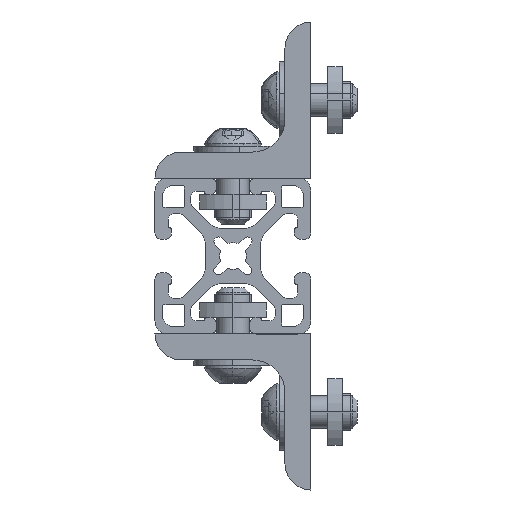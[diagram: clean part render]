
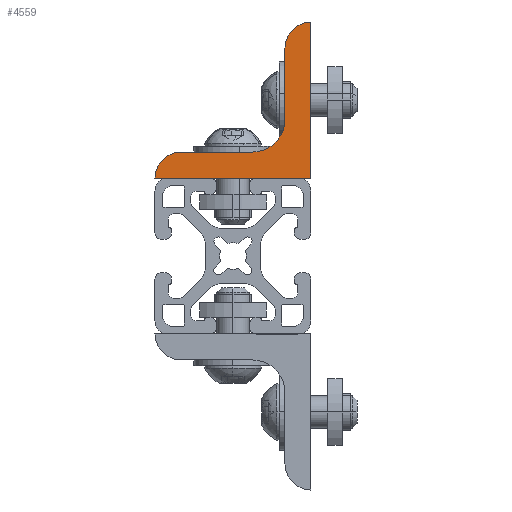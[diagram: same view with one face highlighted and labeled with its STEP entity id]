
A CAD part, left-side view. The second image highlights one B-rep face of the part: STEP entity #4559.
In plain terms, the highlighted face is planar.
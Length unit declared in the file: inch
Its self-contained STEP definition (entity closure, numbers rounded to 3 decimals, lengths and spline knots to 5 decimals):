
#24 = EDGE_CURVE ( 'NONE', #3261, #7689, #6064, .T. ) ;
#184 = EDGE_CURVE ( 'NONE', #3261, #554, #1557, .T. ) ;
#357 = DIRECTION ( 'NONE',  ( 1., 0., 0. ) ) ;
#358 = CARTESIAN_POINT ( 'NONE',  ( 0., 1.25, -0.655 ) ) ;
#462 = PLANE ( 'NONE',  #7319 ) ;
#554 = VERTEX_POINT ( 'NONE', #1499 ) ;
#636 = DIRECTION ( 'NONE',  ( 1., 0., 0. ) ) ;
#685 = ORIENTED_EDGE ( 'NONE', *, *, #6401, .F. ) ;
#722 = AXIS2_PLACEMENT_3D ( 'NONE', #358, #2119, #5367 ) ;
#912 = DIRECTION ( 'NONE',  ( 1., 0., 0. ) ) ;
#1149 = ORIENTED_EDGE ( 'NONE', *, *, #4589, .F. ) ;
#1233 = DIRECTION ( 'NONE',  ( 0., -1., 0. ) ) ;
#1355 = VECTOR ( 'NONE', #636, 39.37008 ) ;
#1499 = CARTESIAN_POINT ( 'NONE',  ( 1.5, 0., -0.655 ) ) ;
#1557 = CIRCLE ( 'NONE', #6226, 0.25 ) ;
#1585 = CIRCLE ( 'NONE', #4394, 0.312 ) ;
#1645 = LINE ( 'NONE', #2228, #7211 ) ;
#1864 = CARTESIAN_POINT ( 'NONE',  ( 1.25, 0.25, -0.655 ) ) ;
#1915 = ORIENTED_EDGE ( 'NONE', *, *, #6024, .F. ) ;
#2119 = DIRECTION ( 'NONE',  ( 0., 0., -1. ) ) ;
#2131 = EDGE_CURVE ( 'NONE', #2815, #8073, #7365, .T. ) ;
#2160 = DIRECTION ( 'NONE',  ( 0., 0., 1. ) ) ;
#2228 = CARTESIAN_POINT ( 'NONE',  ( 0.25, 1.5, -0.655 ) ) ;
#2391 = DIRECTION ( 'NONE',  ( 1., 0., 0. ) ) ;
#2537 = VERTEX_POINT ( 'NONE', #4138 ) ;
#2573 = LINE ( 'NONE', #3792, #1355 ) ;
#2746 = CARTESIAN_POINT ( 'NONE',  ( 0., 0., -0.655 ) ) ;
#2770 = VECTOR ( 'NONE', #1233, 39.37008 ) ;
#2815 = VERTEX_POINT ( 'NONE', #4957 ) ;
#2928 = CARTESIAN_POINT ( 'NONE',  ( 0.562, 0.25, -0.655 ) ) ;
#3163 = EDGE_LOOP ( 'NONE', ( #6816, #4999, #685, #6345, #3809, #1915, #1149 ) ) ;
#3261 = VERTEX_POINT ( 'NONE', #1864 ) ;
#3510 = DIRECTION ( 'NONE',  ( 0., 1., 0. ) ) ;
#3528 = DIRECTION ( 'NONE',  ( 0., 0., -1. ) ) ;
#3607 = CARTESIAN_POINT ( 'NONE',  ( 0.25, 1.25, -0.655 ) ) ;
#3658 = CARTESIAN_POINT ( 'NONE',  ( 0., 0., -0.655 ) ) ;
#3792 = CARTESIAN_POINT ( 'NONE',  ( 1.5, 0., -0.655 ) ) ;
#3809 = ORIENTED_EDGE ( 'NONE', *, *, #8041, .T. ) ;
#4138 = CARTESIAN_POINT ( 'NONE',  ( 0.25, 0.562, -0.655 ) ) ;
#4268 = DIRECTION ( 'NONE',  ( -1., 0., 0. ) ) ;
#4394 = AXIS2_PLACEMENT_3D ( 'NONE', #4646, #4897, #2391 ) ;
#4559 = ADVANCED_FACE ( 'NONE', ( #6177 ), #462, .F. ) ;
#4589 = EDGE_CURVE ( 'NONE', #7689, #2537, #1585, .T. ) ;
#4646 = CARTESIAN_POINT ( 'NONE',  ( 0.562, 0.562, -0.655 ) ) ;
#4755 = VECTOR ( 'NONE', #4268, 39.37008 ) ;
#4897 = DIRECTION ( 'NONE',  ( 0., 0., -1. ) ) ;
#4957 = CARTESIAN_POINT ( 'NONE',  ( 0., 1.5, -0.655 ) ) ;
#4980 = CARTESIAN_POINT ( 'NONE',  ( 0.562, 0.562, -0.655 ) ) ;
#4999 = ORIENTED_EDGE ( 'NONE', *, *, #184, .T. ) ;
#5289 = VERTEX_POINT ( 'NONE', #3607 ) ;
#5367 = DIRECTION ( 'NONE',  ( 1., 0., 0. ) ) ;
#5505 = CIRCLE ( 'NONE', #722, 0.25 ) ;
#6024 = EDGE_CURVE ( 'NONE', #2537, #5289, #1645, .T. ) ;
#6064 = LINE ( 'NONE', #2928, #4755 ) ;
#6177 = FACE_OUTER_BOUND ( 'NONE', #3163, .T. ) ;
#6226 = AXIS2_PLACEMENT_3D ( 'NONE', #7315, #3528, #357 ) ;
#6345 = ORIENTED_EDGE ( 'NONE', *, *, #2131, .F. ) ;
#6401 = EDGE_CURVE ( 'NONE', #8073, #554, #2573, .T. ) ;
#6816 = ORIENTED_EDGE ( 'NONE', *, *, #24, .F. ) ;
#7211 = VECTOR ( 'NONE', #3510, 39.37008 ) ;
#7251 = CARTESIAN_POINT ( 'NONE',  ( 0.562, 0.25, -0.655 ) ) ;
#7315 = CARTESIAN_POINT ( 'NONE',  ( 1.25, 0., -0.655 ) ) ;
#7319 = AXIS2_PLACEMENT_3D ( 'NONE', #4980, #2160, #912 ) ;
#7365 = LINE ( 'NONE', #3658, #2770 ) ;
#7689 = VERTEX_POINT ( 'NONE', #7251 ) ;
#8041 = EDGE_CURVE ( 'NONE', #2815, #5289, #5505, .T. ) ;
#8073 = VERTEX_POINT ( 'NONE', #2746 ) ;
